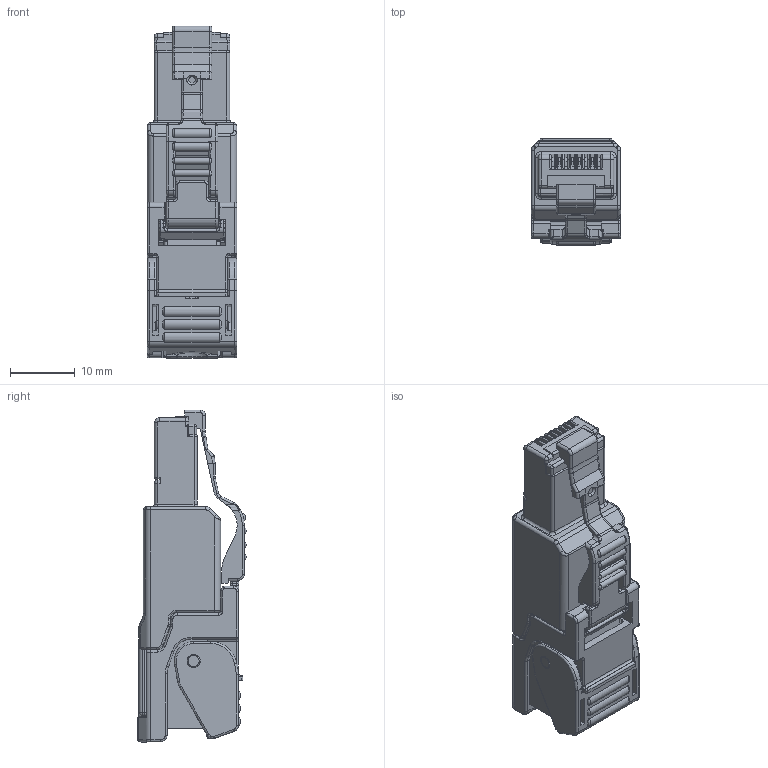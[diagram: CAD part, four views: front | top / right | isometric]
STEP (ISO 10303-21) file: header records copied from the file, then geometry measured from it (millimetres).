
FILE_DESCRIPTION (( 'STEP AP214' ), '1' );
FILE_NAME ('J00026A2000H50.STEP', '2015-01-12T11:01:57', ( 'Wartung1' ), ( '' ), 'SwSTEP 2.0', 'SolidWorks 2014', '' );
FILE_SCHEMA (( 'AUTOMOTIVE_DESIGN' ));
Length unit declared in the file: millimetre
Products named in the file (1): J00026A2000H50
Bounding box: 13.8 x 16.68 x 51.2 mm (x, y, z)
Volume: 7422.1 mm3; surface area: 5057.8 mm2
Topology: 1 solids, 4 shells, 1518 faces, 4066 edges, 2521 vertices
Faces by surface type: plane 684, cylinder 513, torus 193, bspline 93, sphere 28, cone 7
Entity records: 65540 total; most frequent: CARTESIAN_POINT 12875, ORIENTED_EDGE 8060, DIRECTION 7452, EDGE_CURVE 4030, VERTEX_POINT 2519, AXIS2_PLACEMENT_3D 2506, LINE 2440, VECTOR 2440
